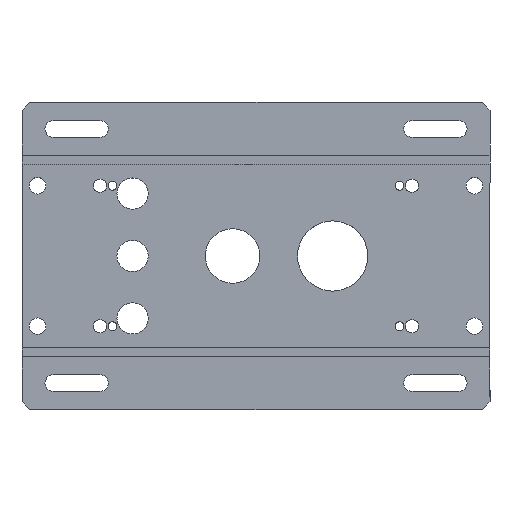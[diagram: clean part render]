
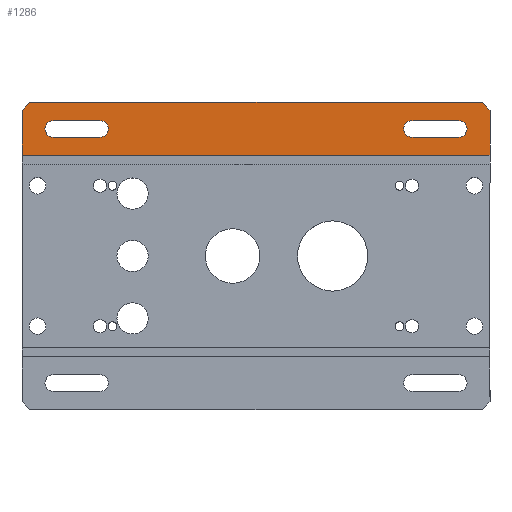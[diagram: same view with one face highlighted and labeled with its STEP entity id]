
A CAD part, top view. The second image highlights one B-rep face of the part: STEP entity #1286.
In plain terms, the highlighted planar face has unit normal (0, 0, 1).
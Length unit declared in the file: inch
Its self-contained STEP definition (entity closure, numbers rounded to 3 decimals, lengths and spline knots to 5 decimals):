
#12 = ORIENTED_EDGE ( 'NONE', *, *, #1111, .T. ) ;
#27 = LINE ( 'NONE', #2250, #1014 ) ;
#59 = DIRECTION ( 'NONE',  ( 0., -1., 0. ) ) ;
#76 = VECTOR ( 'NONE', #829, 39.37008 ) ;
#78 = CIRCLE ( 'NONE', #1327, 0.133 ) ;
#82 = EDGE_CURVE ( 'NONE', #1250, #2013, #222, .T. ) ;
#86 = CARTESIAN_POINT ( 'NONE',  ( 3.75, 2.46073, 0. ) ) ;
#90 = CARTESIAN_POINT ( 'NONE',  ( -3.25, 2.17073, 0. ) ) ;
#132 = AXIS2_PLACEMENT_3D ( 'NONE', #2329, #895, #1957 ) ;
#196 = ORIENTED_EDGE ( 'NONE', *, *, #1325, .T. ) ;
#205 = VERTEX_POINT ( 'NONE', #643 ) ;
#222 = CIRCLE ( 'NONE', #1818, 0.133 ) ;
#278 = PLANE ( 'NONE',  #2135 ) ;
#284 = CARTESIAN_POINT ( 'NONE',  ( -3.25, 1.90473, 0. ) ) ;
#355 = CARTESIAN_POINT ( 'NONE',  ( -3.75, 1.61473, 0. ) ) ;
#368 = VECTOR ( 'NONE', #1664, 39.37008 ) ;
#392 = EDGE_CURVE ( 'NONE', #205, #464, #681, .T. ) ;
#397 = VECTOR ( 'NONE', #1801, 39.37008 ) ;
#408 = EDGE_LOOP ( 'NONE', ( #12, #2362, #724, #2440, #196, #441 ) ) ;
#428 = VECTOR ( 'NONE', #1152, 39.37008 ) ;
#441 = ORIENTED_EDGE ( 'NONE', *, *, #740, .F. ) ;
#448 = CIRCLE ( 'NONE', #679, 0.133 ) ;
#464 = VERTEX_POINT ( 'NONE', #723 ) ;
#532 = DIRECTION ( 'NONE',  ( -1., 0., 0. ) ) ;
#545 = EDGE_CURVE ( 'NONE', #2364, #2312, #1492, .T. ) ;
#552 = VERTEX_POINT ( 'NONE', #2495 ) ;
#608 = FACE_BOUND ( 'NONE', #845, .T. ) ;
#625 = VERTEX_POINT ( 'NONE', #1317 ) ;
#628 = EDGE_LOOP ( 'NONE', ( #1941, #797, #2019, #660 ) ) ;
#643 = CARTESIAN_POINT ( 'NONE',  ( 2.5, 1.90473, 0. ) ) ;
#660 = ORIENTED_EDGE ( 'NONE', *, *, #944, .F. ) ;
#664 = VECTOR ( 'NONE', #2394, 39.37008 ) ;
#669 = VECTOR ( 'NONE', #1439, 39.37008 ) ;
#679 = AXIS2_PLACEMENT_3D ( 'NONE', #1724, #1883, #2450 ) ;
#681 = LINE ( 'NONE', #1857, #368 ) ;
#702 = CARTESIAN_POINT ( 'NONE',  ( 3.25, 2.03773, 0. ) ) ;
#719 = VECTOR ( 'NONE', #786, 39.37008 ) ;
#722 = DIRECTION ( 'NONE',  ( 0., 1., 0. ) ) ;
#723 = CARTESIAN_POINT ( 'NONE',  ( 3.25, 1.90473, 0. ) ) ;
#724 = ORIENTED_EDGE ( 'NONE', *, *, #545, .T. ) ;
#729 = CARTESIAN_POINT ( 'NONE',  ( -3.625, 2.46073, 0. ) ) ;
#740 = EDGE_CURVE ( 'NONE', #1569, #2142, #2239, .T. ) ;
#784 = CARTESIAN_POINT ( 'NONE',  ( -3.75, 2.46073, 0. ) ) ;
#786 = DIRECTION ( 'NONE',  ( 1., 0., 0. ) ) ;
#789 = CIRCLE ( 'NONE', #132, 0.133 ) ;
#797 = ORIENTED_EDGE ( 'NONE', *, *, #1834, .F. ) ;
#829 = DIRECTION ( 'NONE',  ( 0., 1., 0. ) ) ;
#830 = DIRECTION ( 'NONE',  ( 0., 1., 0. ) ) ;
#845 = EDGE_LOOP ( 'NONE', ( #2376, #1082, #1256, #2437 ) ) ;
#850 = LINE ( 'NONE', #90, #2296 ) ;
#895 = DIRECTION ( 'NONE',  ( 0., 0., 1. ) ) ;
#944 = EDGE_CURVE ( 'NONE', #957, #205, #448, .T. ) ;
#957 = VERTEX_POINT ( 'NONE', #1229 ) ;
#968 = CARTESIAN_POINT ( 'NONE',  ( -3.75, 2.33573, 0. ) ) ;
#983 = VECTOR ( 'NONE', #532, 39.37008 ) ;
#1014 = VECTOR ( 'NONE', #59, 39.37008 ) ;
#1082 = ORIENTED_EDGE ( 'NONE', *, *, #1746, .F. ) ;
#1100 = DIRECTION ( 'NONE',  ( -1., 0., 0. ) ) ;
#1111 = EDGE_CURVE ( 'NONE', #1569, #2286, #1586, .T. ) ;
#1135 = EDGE_CURVE ( 'NONE', #625, #957, #1966, .T. ) ;
#1144 = DIRECTION ( 'NONE',  ( 0., -1., 0. ) ) ;
#1152 = DIRECTION ( 'NONE',  ( -0.707, -0.707, 0. ) ) ;
#1165 = CARTESIAN_POINT ( 'NONE',  ( -2.5, 2.03773, 0. ) ) ;
#1199 = LINE ( 'NONE', #1403, #664 ) ;
#1209 = EDGE_CURVE ( 'NONE', #2013, #1553, #850, .T. ) ;
#1229 = CARTESIAN_POINT ( 'NONE',  ( 2.5, 2.17073, 0. ) ) ;
#1250 = VERTEX_POINT ( 'NONE', #2262 ) ;
#1252 = EDGE_CURVE ( 'NONE', #2286, #2364, #1199, .T. ) ;
#1256 = ORIENTED_EDGE ( 'NONE', *, *, #1209, .F. ) ;
#1286 = ADVANCED_FACE ( 'NONE', ( #1320, #608, #1646 ), #278, .F. ) ;
#1317 = CARTESIAN_POINT ( 'NONE',  ( 3.25, 2.17073, 0. ) ) ;
#1320 = FACE_BOUND ( 'NONE', #628, .T. ) ;
#1325 = EDGE_CURVE ( 'NONE', #552, #2142, #27, .T. ) ;
#1327 = AXIS2_PLACEMENT_3D ( 'NONE', #702, #1728, #722 ) ;
#1354 = EDGE_CURVE ( 'NONE', #2312, #552, #1522, .T. ) ;
#1391 = CARTESIAN_POINT ( 'NONE',  ( -3.25, 1.90473, 0. ) ) ;
#1403 = CARTESIAN_POINT ( 'NONE',  ( 3.625, 2.46073, 0. ) ) ;
#1439 = DIRECTION ( 'NONE',  ( -1., 0., 0. ) ) ;
#1476 = CARTESIAN_POINT ( 'NONE',  ( 0., 1.61473, 0. ) ) ;
#1492 = LINE ( 'NONE', #784, #983 ) ;
#1522 = LINE ( 'NONE', #968, #428 ) ;
#1530 = CARTESIAN_POINT ( 'NONE',  ( 3.75, 2.33573, 0. ) ) ;
#1543 = CARTESIAN_POINT ( 'NONE',  ( -3.25, 2.17073, 0. ) ) ;
#1553 = VERTEX_POINT ( 'NONE', #1543 ) ;
#1569 = VERTEX_POINT ( 'NONE', #1666 ) ;
#1586 = LINE ( 'NONE', #86, #76 ) ;
#1607 = CARTESIAN_POINT ( 'NONE',  ( 0., 1.46073, 0. ) ) ;
#1610 = CARTESIAN_POINT ( 'NONE',  ( 3.25, 2.17073, 0. ) ) ;
#1646 = FACE_OUTER_BOUND ( 'NONE', #408, .T. ) ;
#1664 = DIRECTION ( 'NONE',  ( 1., 0., 0. ) ) ;
#1666 = CARTESIAN_POINT ( 'NONE',  ( 3.75, 1.61473, 0. ) ) ;
#1724 = CARTESIAN_POINT ( 'NONE',  ( 2.5, 2.03773, 0. ) ) ;
#1728 = DIRECTION ( 'NONE',  ( 0., 0., 1. ) ) ;
#1746 = EDGE_CURVE ( 'NONE', #1553, #1824, #789, .T. ) ;
#1751 = EDGE_CURVE ( 'NONE', #1824, #1250, #1774, .T. ) ;
#1774 = LINE ( 'NONE', #284, #719 ) ;
#1801 = DIRECTION ( 'NONE',  ( -1., 0., 0. ) ) ;
#1818 = AXIS2_PLACEMENT_3D ( 'NONE', #1165, #2144, #1144 ) ;
#1824 = VERTEX_POINT ( 'NONE', #1391 ) ;
#1834 = EDGE_CURVE ( 'NONE', #464, #625, #78, .T. ) ;
#1857 = CARTESIAN_POINT ( 'NONE',  ( 3.25, 1.90473, 0. ) ) ;
#1883 = DIRECTION ( 'NONE',  ( 0., 0., 1. ) ) ;
#1931 = CARTESIAN_POINT ( 'NONE',  ( 3.625, 2.46073, 0. ) ) ;
#1941 = ORIENTED_EDGE ( 'NONE', *, *, #1135, .F. ) ;
#1957 = DIRECTION ( 'NONE',  ( 0., -1., 0. ) ) ;
#1966 = LINE ( 'NONE', #1610, #397 ) ;
#2013 = VERTEX_POINT ( 'NONE', #2070 ) ;
#2019 = ORIENTED_EDGE ( 'NONE', *, *, #392, .F. ) ;
#2070 = CARTESIAN_POINT ( 'NONE',  ( -2.5, 2.17073, 0. ) ) ;
#2135 = AXIS2_PLACEMENT_3D ( 'NONE', #1607, #2185, #830 ) ;
#2142 = VERTEX_POINT ( 'NONE', #355 ) ;
#2144 = DIRECTION ( 'NONE',  ( 0., 0., 1. ) ) ;
#2185 = DIRECTION ( 'NONE',  ( 0., 0., -1. ) ) ;
#2239 = LINE ( 'NONE', #1476, #669 ) ;
#2250 = CARTESIAN_POINT ( 'NONE',  ( -3.75, 1.58573, 0. ) ) ;
#2262 = CARTESIAN_POINT ( 'NONE',  ( -2.5, 1.90473, 0. ) ) ;
#2286 = VERTEX_POINT ( 'NONE', #1530 ) ;
#2296 = VECTOR ( 'NONE', #1100, 39.37008 ) ;
#2312 = VERTEX_POINT ( 'NONE', #729 ) ;
#2329 = CARTESIAN_POINT ( 'NONE',  ( -3.25, 2.03773, 0. ) ) ;
#2362 = ORIENTED_EDGE ( 'NONE', *, *, #1252, .T. ) ;
#2364 = VERTEX_POINT ( 'NONE', #1931 ) ;
#2376 = ORIENTED_EDGE ( 'NONE', *, *, #1751, .F. ) ;
#2394 = DIRECTION ( 'NONE',  ( -0.707, 0.707, 0. ) ) ;
#2437 = ORIENTED_EDGE ( 'NONE', *, *, #82, .F. ) ;
#2440 = ORIENTED_EDGE ( 'NONE', *, *, #1354, .T. ) ;
#2450 = DIRECTION ( 'NONE',  ( 0., 1., 0. ) ) ;
#2495 = CARTESIAN_POINT ( 'NONE',  ( -3.75, 2.33573, 0. ) ) ;
